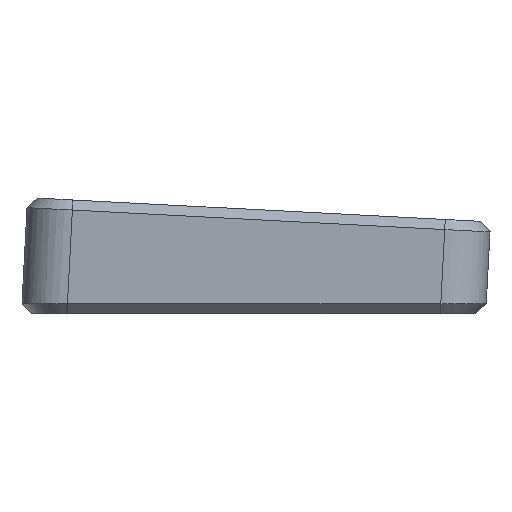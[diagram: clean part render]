
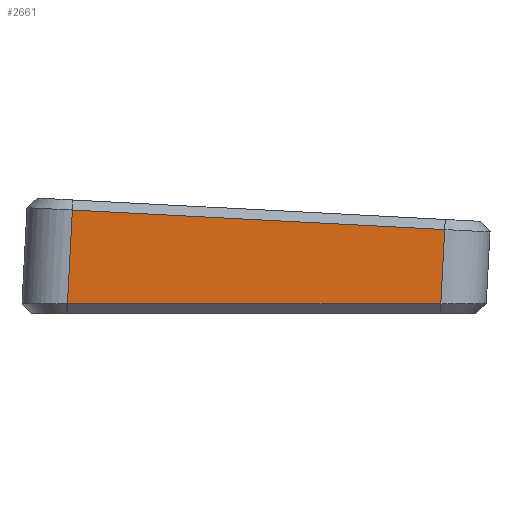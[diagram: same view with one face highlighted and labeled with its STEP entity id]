
A CAD part, left-side view. The second image highlights one B-rep face of the part: STEP entity #2661.
In plain terms, the highlighted planar face has unit normal (-1, 0, 0).
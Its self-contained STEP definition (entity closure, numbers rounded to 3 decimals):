
#49=B_SPLINE_CURVE_WITH_KNOTS('',3,(#4357,#4358,#4359,#4360),
 .UNSPECIFIED.,.F.,.F.,(4,4),(1.559,1.571),
 .UNSPECIFIED.);
#159=PLANE('',#2939);
#313=FACE_OUTER_BOUND('',#478,.T.);
#478=EDGE_LOOP('',(#2453,#2454,#2455,#2456,#2457));
#605=LINE('',#4316,#852);
#614=LINE('',#4393,#861);
#629=LINE('',#4433,#876);
#692=LINE('',#4613,#939);
#852=VECTOR('',#3330,10.);
#861=VECTOR('',#3355,10.);
#876=VECTOR('',#3396,10.);
#939=VECTOR('',#3607,10.);
#1208=VERTEX_POINT('',#4149);
#1222=VERTEX_POINT('',#4309);
#1225=VERTEX_POINT('',#4314);
#1237=VERTEX_POINT('',#4392);
#1248=VERTEX_POINT('',#4429);
#1521=EDGE_CURVE('',#1225,#1222,#605,.T.);
#1524=EDGE_CURVE('',#1208,#1225,#49,.T.);
#1539=EDGE_CURVE('',#1222,#1237,#614,.T.);
#1559=EDGE_CURVE('',#1237,#1248,#629,.T.);
#1650=EDGE_CURVE('',#1248,#1208,#692,.T.);
#2453=ORIENTED_EDGE('',*,*,#1524,.F.);
#2454=ORIENTED_EDGE('',*,*,#1650,.F.);
#2455=ORIENTED_EDGE('',*,*,#1559,.F.);
#2456=ORIENTED_EDGE('',*,*,#1539,.F.);
#2457=ORIENTED_EDGE('',*,*,#1521,.F.);
#2661=ADVANCED_FACE('',(#313),#159,.T.);
#2939=AXIS2_PLACEMENT_3D('',#4706,#3715,#3716);
#3330=DIRECTION('',(0.,1.,0.));
#3355=DIRECTION('',(0.,-0.052,0.999));
#3396=DIRECTION('',(0.,-0.999,-0.052));
#3607=DIRECTION('',(0.,0.052,-0.999));
#3715=DIRECTION('center_axis',(-1.,0.,0.));
#3716=DIRECTION('ref_axis',(0.,-0.999,-0.052));
#4149=CARTESIAN_POINT('',(4.272,-1.223,1.68));
#4309=CARTESIAN_POINT('',(4.272,72.829,1.68));
#4314=CARTESIAN_POINT('',(4.272,-1.118,1.68));
#4316=CARTESIAN_POINT('',(4.272,58.795,1.68));
#4357=CARTESIAN_POINT('Ctrl Pts',(4.272,-1.223,1.68));
#4358=CARTESIAN_POINT('Ctrl Pts',(4.272,-1.188,1.68));
#4359=CARTESIAN_POINT('Ctrl Pts',(4.272,-1.153,1.68));
#4360=CARTESIAN_POINT('Ctrl Pts',(4.272,-1.118,1.68));
#4392=CARTESIAN_POINT('',(4.272,71.854,20.274));
#4393=CARTESIAN_POINT('',(4.272,72.695,4.236));
#4429=CARTESIAN_POINT('',(4.272,-1.995,16.404));
#4433=CARTESIAN_POINT('',(4.272,57.886,19.542));
#4613=CARTESIAN_POINT('',(4.272,-1.154,0.366));
#4706=CARTESIAN_POINT('Origin',(4.272,81.682,4.707));
